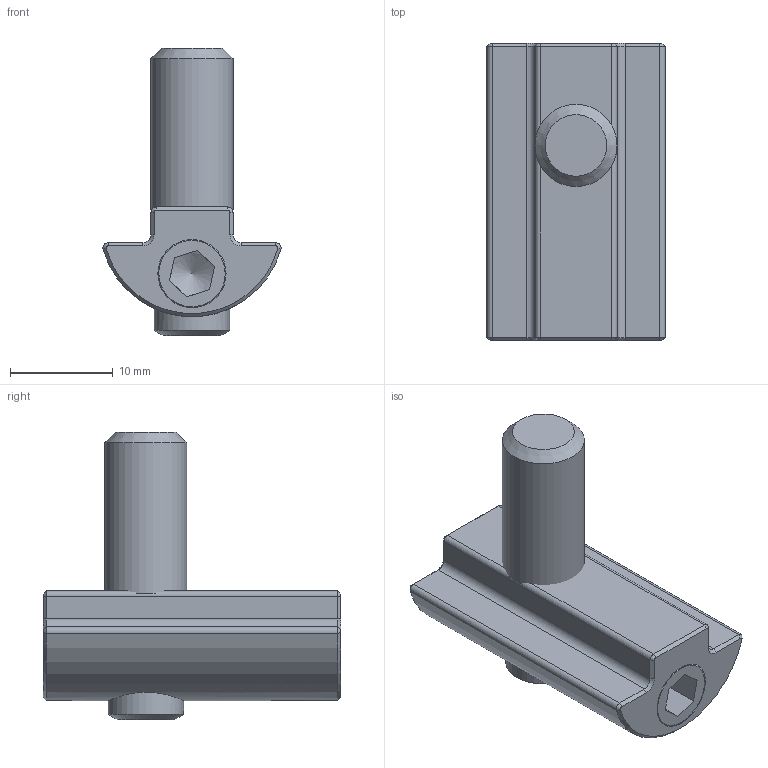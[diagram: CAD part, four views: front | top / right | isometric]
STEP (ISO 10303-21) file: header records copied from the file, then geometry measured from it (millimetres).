
FILE_DESCRIPTION(/* description */ ('GK Nutenstein l=30 mm'),/* implementation_level */ '2;1');
FILE_NAME(/* name */ 'SV1301V_A.stp',/* time_stamp */ '2015-11-30T16:29:13+01:00',/* author */ ('Marina Kaa'),/* organization */ (''),/* preprocessor_version */ 'ST-DEVELOPER v15.6',/* originating_system */ 'Autodesk Inventor 2015',/* authorisation */ '');
FILE_SCHEMA (('AUTOMOTIVE_DESIGN { 1 0 10303 214 3 1 1 }'));
Length unit declared in the file: millimetre
Products named in the file (4): ME1638101_A; ME1615102_A; DK0914080160_A; SV1301V_A
Bounding box: 17.36 x 29 x 28 mm (x, y, z)
Volume: 4431.2 mm3; surface area: 3291.1 mm2
Topology: 3 solids, 3 shells, 63 faces, 144 edges, 85 vertices
Faces by surface type: plane 28, cone 22, cylinder 13
Full cylindrical faces by diameter (mm): 6.5 x1, 6.647 x1, 7.35 x1, 7.5 x1, 8 x2
Entity records: 1855 total; most frequent: CARTESIAN_POINT 425, DIRECTION 296, ORIENTED_EDGE 252, EDGE_CURVE 126, AXIS2_PLACEMENT_3D 113, VERTEX_POINT 81, EDGE_LOOP 79, LINE 70
